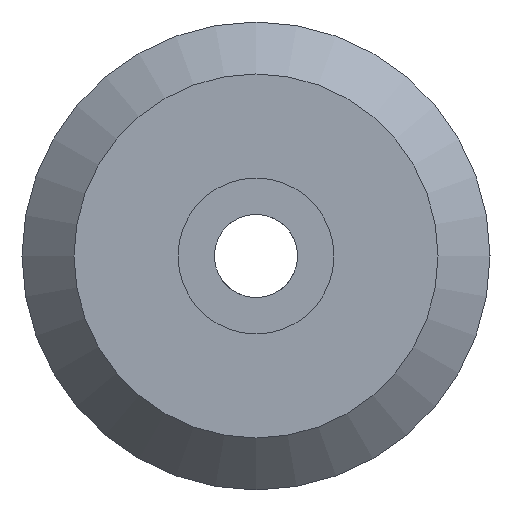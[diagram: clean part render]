
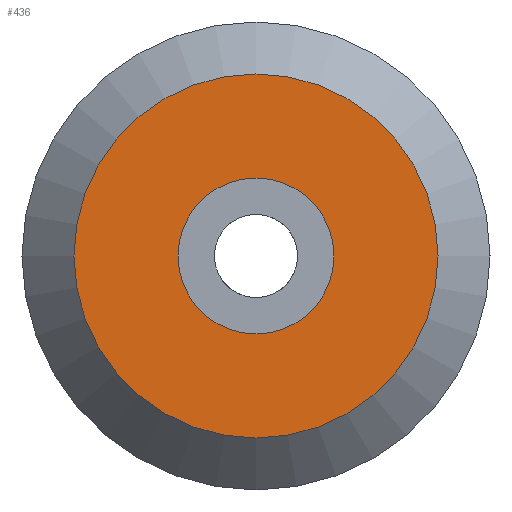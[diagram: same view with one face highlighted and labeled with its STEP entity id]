
A CAD part, left-side view. The second image highlights one B-rep face of the part: STEP entity #436.
In plain terms, the highlighted planar face has unit normal (-1, 0, 0).
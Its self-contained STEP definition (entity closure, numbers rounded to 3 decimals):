
#2 = CIRCLE ( 'NONE', #95, 1.5 ) ;
#17 = CIRCLE ( 'NONE', #221, 3.5 ) ;
#25 = CARTESIAN_POINT ( 'NONE',  ( -80., 0., -3.5 ) ) ;
#32 = VERTEX_POINT ( 'NONE', #408 ) ;
#48 = EDGE_CURVE ( 'NONE', #32, #32, #2, .T. ) ;
#77 = VERTEX_POINT ( 'NONE', #25 ) ;
#95 = AXIS2_PLACEMENT_3D ( 'NONE', #241, #155, #466 ) ;
#103 = DIRECTION ( 'NONE',  ( -1., 0., 0. ) ) ;
#110 = ORIENTED_EDGE ( 'NONE', *, *, #48, .T. ) ;
#124 = FACE_OUTER_BOUND ( 'NONE', #261, .T. ) ;
#146 = CARTESIAN_POINT ( 'NONE',  ( -80., 0., 0. ) ) ;
#155 = DIRECTION ( 'NONE',  ( 1., 0., 0. ) ) ;
#165 = ORIENTED_EDGE ( 'NONE', *, *, #461, .F. ) ;
#196 = AXIS2_PLACEMENT_3D ( 'NONE', #359, #103, #503 ) ;
#221 = AXIS2_PLACEMENT_3D ( 'NONE', #146, #410, #492 ) ;
#241 = CARTESIAN_POINT ( 'NONE',  ( -80., 0., 0. ) ) ;
#261 = EDGE_LOOP ( 'NONE', ( #165 ) ) ;
#359 = CARTESIAN_POINT ( 'NONE',  ( -80., 1.5, 0. ) ) ;
#408 = CARTESIAN_POINT ( 'NONE',  ( -80., 0., -1.5 ) ) ;
#410 = DIRECTION ( 'NONE',  ( 1., 0., 0. ) ) ;
#433 = FACE_BOUND ( 'NONE', #535, .T. ) ;
#436 = ADVANCED_FACE ( 'NONE', ( #433, #124 ), #501, .T. ) ;
#461 = EDGE_CURVE ( 'NONE', #77, #77, #17, .T. ) ;
#466 = DIRECTION ( 'NONE',  ( 0., 0., -1. ) ) ;
#492 = DIRECTION ( 'NONE',  ( 0., 0., -1. ) ) ;
#501 = PLANE ( 'NONE',  #196 ) ;
#503 = DIRECTION ( 'NONE',  ( 0., 0., 1. ) ) ;
#535 = EDGE_LOOP ( 'NONE', ( #110 ) ) ;
